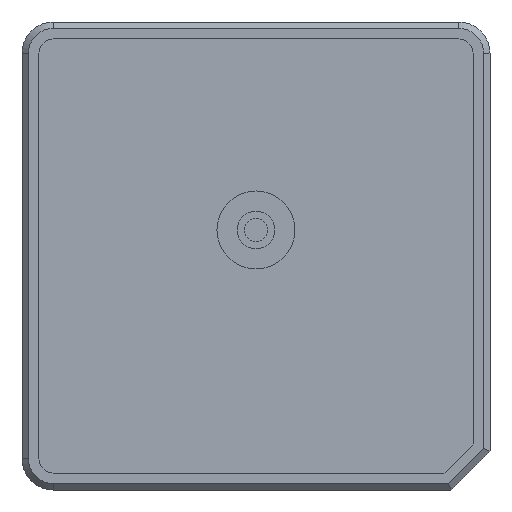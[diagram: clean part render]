
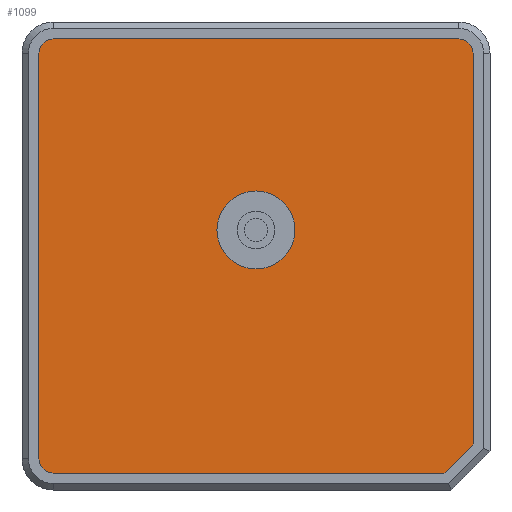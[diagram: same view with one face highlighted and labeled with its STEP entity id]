
A CAD part, front view. The second image highlights one B-rep face of the part: STEP entity #1099.
In plain terms, the highlighted planar face has unit normal (0, -1, 0).
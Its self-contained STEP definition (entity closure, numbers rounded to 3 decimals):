
#105 = CARTESIAN_POINT ( 'NONE',  ( 7.8, -4.009, 7.8 ) ) ;
#229 = VERTEX_POINT ( 'NONE', #8274 ) ;
#251 = AXIS2_PLACEMENT_3D ( 'NONE', #105, #14099, #12118 ) ;
#377 = ORIENTED_EDGE ( 'NONE', *, *, #3578, .F. ) ;
#391 = ORIENTED_EDGE ( 'NONE', *, *, #12766, .T. ) ;
#806 = CARTESIAN_POINT ( 'NONE',  ( -8.35, -4.009, 0. ) ) ;
#861 = CARTESIAN_POINT ( 'NONE',  ( -7.8, -4.009, -8.35 ) ) ;
#1099 = ADVANCED_FACE ( 'NONE', ( #9930, #1214 ), #6026, .T. ) ;
#1100 = ORIENTED_EDGE ( 'NONE', *, *, #10466, .T. ) ;
#1214 = FACE_BOUND ( 'NONE', #9650, .T. ) ;
#1506 = DIRECTION ( 'NONE',  ( -0.707, 0., -0.707 ) ) ;
#1601 = ORIENTED_EDGE ( 'NONE', *, *, #3342, .F. ) ;
#1841 = EDGE_CURVE ( 'NONE', #11479, #5514, #7306, .T. ) ;
#1854 = DIRECTION ( 'NONE',  ( 0., 1., 0. ) ) ;
#1880 = DIRECTION ( 'NONE',  ( 0., 0., 1. ) ) ;
#2036 = VECTOR ( 'NONE', #5830, 1000. ) ;
#2218 = VERTEX_POINT ( 'NONE', #2715 ) ;
#2305 = CARTESIAN_POINT ( 'NONE',  ( -7.8, -4.009, 7.8 ) ) ;
#2317 = EDGE_CURVE ( 'NONE', #11479, #10354, #13504, .T. ) ;
#2340 = DIRECTION ( 'NONE',  ( 0., -1., 0. ) ) ;
#2657 = CARTESIAN_POINT ( 'NONE',  ( -8.35, -4.009, 7.8 ) ) ;
#2715 = CARTESIAN_POINT ( 'NONE',  ( -8.35, -4.009, -7.8 ) ) ;
#2922 = VECTOR ( 'NONE', #11949, 1000. ) ;
#2956 = EDGE_CURVE ( 'NONE', #2218, #7544, #11812, .T. ) ;
#3233 = DIRECTION ( 'NONE',  ( 0., -1., 0. ) ) ;
#3342 = EDGE_CURVE ( 'NONE', #5514, #8703, #8579, .T. ) ;
#3449 = AXIS2_PLACEMENT_3D ( 'NONE', #8466, #7163, #8262 ) ;
#3554 = CARTESIAN_POINT ( 'NONE',  ( 7.79, -4.009, -7.79 ) ) ;
#3578 = EDGE_CURVE ( 'NONE', #229, #10354, #9261, .T. ) ;
#3718 = CIRCLE ( 'NONE', #11331, 0.55 ) ;
#3856 = ORIENTED_EDGE ( 'NONE', *, *, #2317, .T. ) ;
#3858 = CIRCLE ( 'NONE', #3449, 1.5 ) ;
#4714 = ORIENTED_EDGE ( 'NONE', *, *, #2956, .F. ) ;
#4970 = VECTOR ( 'NONE', #9727, 1000. ) ;
#5467 = CARTESIAN_POINT ( 'NONE',  ( -7.8, -4.009, -7.8 ) ) ;
#5514 = VERTEX_POINT ( 'NONE', #6355 ) ;
#5557 = AXIS2_PLACEMENT_3D ( 'NONE', #8426, #1854, #13881 ) ;
#5742 = CARTESIAN_POINT ( 'NONE',  ( 8.35, -4.009, 0. ) ) ;
#5830 = DIRECTION ( 'NONE',  ( 0., 0., -1. ) ) ;
#5981 = EDGE_CURVE ( 'NONE', #8703, #12860, #7423, .T. ) ;
#6026 = PLANE ( 'NONE',  #11042 ) ;
#6355 = CARTESIAN_POINT ( 'NONE',  ( 8.35, -4.009, -7.231 ) ) ;
#6397 = ORIENTED_EDGE ( 'NONE', *, *, #8486, .T. ) ;
#6504 = ORIENTED_EDGE ( 'NONE', *, *, #1841, .F. ) ;
#7163 = DIRECTION ( 'NONE',  ( 0., 1., 0. ) ) ;
#7306 = LINE ( 'NONE', #5742, #2036 ) ;
#7367 = EDGE_CURVE ( 'NONE', #229, #7544, #3718, .T. ) ;
#7423 = LINE ( 'NONE', #14054, #4970 ) ;
#7544 = VERTEX_POINT ( 'NONE', #2657 ) ;
#7817 = DIRECTION ( 'NONE',  ( 0., 0., -1. ) ) ;
#7881 = AXIS2_PLACEMENT_3D ( 'NONE', #5467, #3233, #10890 ) ;
#8210 = CARTESIAN_POINT ( 'NONE',  ( 8.35, -4.009, 7.8 ) ) ;
#8262 = DIRECTION ( 'NONE',  ( 0., 0., -1. ) ) ;
#8274 = CARTESIAN_POINT ( 'NONE',  ( -7.8, -4.009, 8.35 ) ) ;
#8352 = VERTEX_POINT ( 'NONE', #11238 ) ;
#8426 = CARTESIAN_POINT ( 'NONE',  ( 0., -4.009, 1. ) ) ;
#8466 = CARTESIAN_POINT ( 'NONE',  ( 0., -4.009, 1. ) ) ;
#8486 = EDGE_CURVE ( 'NONE', #13014, #8352, #3858, .T. ) ;
#8579 = LINE ( 'NONE', #3554, #12487 ) ;
#8703 = VERTEX_POINT ( 'NONE', #12254 ) ;
#9140 = CARTESIAN_POINT ( 'NONE',  ( 0., -4.009, 0. ) ) ;
#9261 = LINE ( 'NONE', #14121, #2922 ) ;
#9502 = ORIENTED_EDGE ( 'NONE', *, *, #5981, .F. ) ;
#9629 = VECTOR ( 'NONE', #1880, 1000. ) ;
#9650 = EDGE_LOOP ( 'NONE', ( #6397, #391 ) ) ;
#9727 = DIRECTION ( 'NONE',  ( -1., 0., 0. ) ) ;
#9930 = FACE_OUTER_BOUND ( 'NONE', #12031, .T. ) ;
#10354 = VERTEX_POINT ( 'NONE', #10725 ) ;
#10424 = CIRCLE ( 'NONE', #5557, 1.5 ) ;
#10466 = EDGE_CURVE ( 'NONE', #2218, #12860, #11972, .T. ) ;
#10725 = CARTESIAN_POINT ( 'NONE',  ( 7.8, -4.009, 8.35 ) ) ;
#10890 = DIRECTION ( 'NONE',  ( 0., 0., -1. ) ) ;
#11042 = AXIS2_PLACEMENT_3D ( 'NONE', #9140, #13605, #11361 ) ;
#11238 = CARTESIAN_POINT ( 'NONE',  ( 0., -4.009, -0.5 ) ) ;
#11331 = AXIS2_PLACEMENT_3D ( 'NONE', #2305, #2340, #7817 ) ;
#11361 = DIRECTION ( 'NONE',  ( 0., 0., -1. ) ) ;
#11479 = VERTEX_POINT ( 'NONE', #8210 ) ;
#11812 = LINE ( 'NONE', #806, #9629 ) ;
#11949 = DIRECTION ( 'NONE',  ( 1., 0., 0. ) ) ;
#11972 = CIRCLE ( 'NONE', #7881, 0.55 ) ;
#12031 = EDGE_LOOP ( 'NONE', ( #6504, #3856, #377, #13994, #4714, #1100, #9502, #1601 ) ) ;
#12118 = DIRECTION ( 'NONE',  ( 0., 0., -1. ) ) ;
#12254 = CARTESIAN_POINT ( 'NONE',  ( 7.231, -4.009, -8.35 ) ) ;
#12404 = CARTESIAN_POINT ( 'NONE',  ( 0., -4.009, 2.5 ) ) ;
#12487 = VECTOR ( 'NONE', #1506, 1000. ) ;
#12766 = EDGE_CURVE ( 'NONE', #8352, #13014, #10424, .T. ) ;
#12860 = VERTEX_POINT ( 'NONE', #861 ) ;
#13014 = VERTEX_POINT ( 'NONE', #12404 ) ;
#13504 = CIRCLE ( 'NONE', #251, 0.55 ) ;
#13605 = DIRECTION ( 'NONE',  ( 0., -1., 0. ) ) ;
#13881 = DIRECTION ( 'NONE',  ( 0., 0., -1. ) ) ;
#13994 = ORIENTED_EDGE ( 'NONE', *, *, #7367, .T. ) ;
#14054 = CARTESIAN_POINT ( 'NONE',  ( 0., -4.009, -8.35 ) ) ;
#14099 = DIRECTION ( 'NONE',  ( 0., -1., 0. ) ) ;
#14121 = CARTESIAN_POINT ( 'NONE',  ( 0., -4.009, 8.35 ) ) ;
